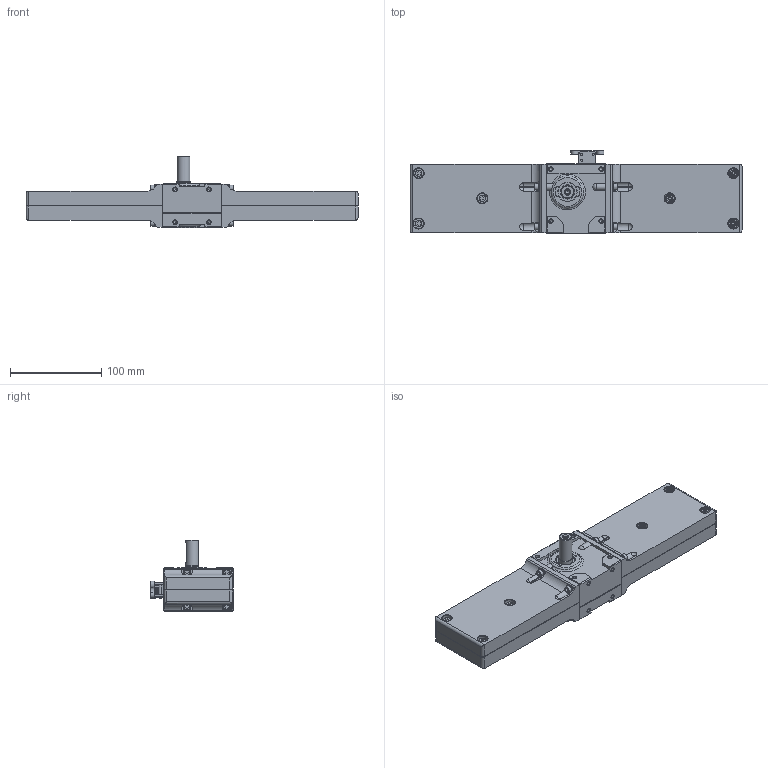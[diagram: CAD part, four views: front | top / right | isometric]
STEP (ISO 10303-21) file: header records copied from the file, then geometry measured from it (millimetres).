
FILE_DESCRIPTION(/* description */ ('STEP AP214'),/* implementation_level */ '2;1');
FILE_NAME(/* name */ 'ZCA25N050ER',/* time_stamp */ '2023-09-19T10:40:19+02:00',/* author */ ('License CC BY-ND 4.0'),/* organization */ ('CADENAS'),/* preprocessor_version */ 'ST-DEVELOPER v19.3',/* originating_system */ 'PARTsolutions',/* authorisation */ ' ');
FILE_SCHEMA (('AUTOMOTIVE_DESIGN {1 0 10303 214 3 1 1}'));
Length unit declared in the file: millimetre
Products named in the file (5): ZCA25N050ER; ZCA25-_ZC+tp; ZCA25050_hr; ZCA25050_hl; ZCA25R_ds+is
Assembly tree (4 placements, depth 2):
  ZCA25N050ER
    ZCA25-_ZC+tp
    ZCA25050_hr
    ZCA25050_hl
    ZCA25R_ds+is
Bounding box: 363 x 90 x 78 mm (x, y, z)
Volume: 953732 mm3; surface area: 115448.4 mm2
Topology: 4 solids, 4 shells, 806 faces, 1953 edges, 1247 vertices
Faces by surface type: plane 454, cylinder 200, cone 104, torus 30, sphere 14, bspline 4
Full cylindrical faces by diameter (mm): 1.57 x3, 2.3 x6, 3.242 x10, 4.134 x17, 5.5 x1, 7 x17, 7.6 x4, 8 x11, 9.5 x6, 11 x12, 14 x1, 15 x2, 20.44 x2, 21 x2, 28.071 x2
Entity records: 22649 total; most frequent: CARTESIAN_POINT 4419, DIRECTION 3783, ORIENTED_EDGE 3432, EDGE_CURVE 1716, AXIS2_PLACEMENT_3D 1382, VERTEX_POINT 1217, FACE_BOUND 1113, EDGE_LOOP 1096
